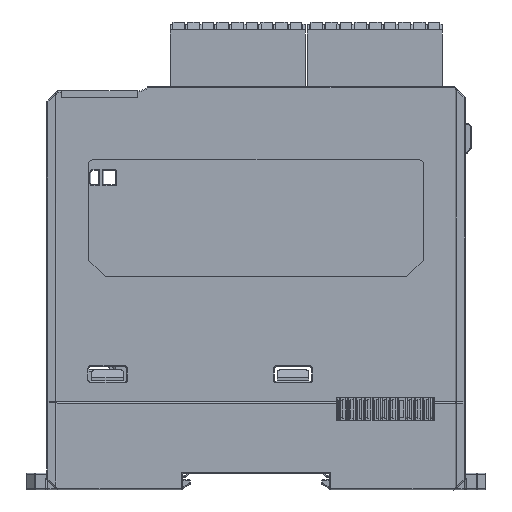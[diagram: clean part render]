
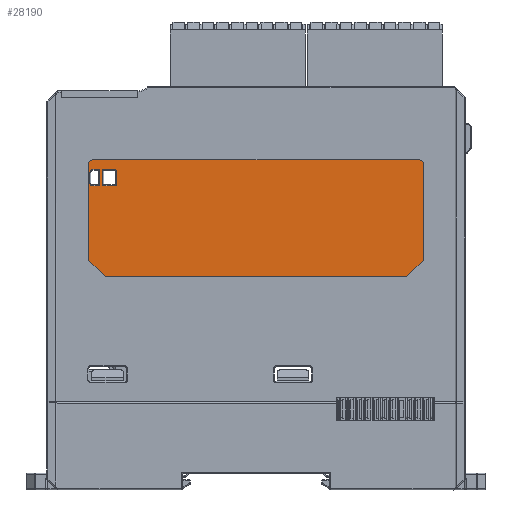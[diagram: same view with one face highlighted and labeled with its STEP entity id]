
A CAD part, left-side view. The second image highlights one B-rep face of the part: STEP entity #28190.
In plain terms, the highlighted planar face has unit normal (-1, 0, 0).
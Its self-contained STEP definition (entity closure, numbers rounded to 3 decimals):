
#3256=DIRECTION('',(0.,0.,1.));
#3257=VECTOR('',#3256,3.9);
#3258=CARTESIAN_POINT('',(-13.7,86.6,24.6));
#3259=LINE('',#3258,#3257);
#3272=CARTESIAN_POINT('',(-13.7,89.,29.76));
#3273=DIRECTION('',(1.,0.,0.));
#3274=DIRECTION('',(0.,1.,0.));
#3275=AXIS2_PLACEMENT_3D('',#3272,#3273,#3274);
#3277=DIRECTION('',(0.,-1.,0.));
#3278=VECTOR('',#3277,78.);
#3279=CARTESIAN_POINT('',(-13.7,89.,30.76));
#3280=LINE('',#3279,#3278);
#3281=CARTESIAN_POINT('',(-13.7,11.,29.76));
#3282=DIRECTION('',(1.,0.,0.));
#3283=DIRECTION('',(0.,0.,1.));
#3284=AXIS2_PLACEMENT_3D('',#3281,#3282,#3283);
#3286=DIRECTION('',(0.,0.,-1.));
#3287=VECTOR('',#3286,23.);
#3288=CARTESIAN_POINT('',(-13.7,10.,29.76));
#3289=LINE('',#3288,#3287);
#3290=DIRECTION('',(0.,0.707,-0.707));
#3291=VECTOR('',#3290,5.657);
#3292=CARTESIAN_POINT('',(-13.7,10.,6.76));
#3293=LINE('',#3292,#3291);
#3294=DIRECTION('',(0.,1.,0.));
#3295=VECTOR('',#3294,72.);
#3296=CARTESIAN_POINT('',(-13.7,14.,2.76));
#3297=LINE('',#3296,#3295);
#3298=DIRECTION('',(0.,0.707,0.707));
#3299=VECTOR('',#3298,5.657);
#3300=CARTESIAN_POINT('',(-13.7,86.,2.76));
#3301=LINE('',#3300,#3299);
#3302=DIRECTION('',(0.,0.,1.));
#3303=VECTOR('',#3302,23.);
#3304=CARTESIAN_POINT('',(-13.7,90.,6.76));
#3305=LINE('',#3304,#3303);
#3306=CARTESIAN_POINT('',(-13.7,89.,27.8));
#3307=DIRECTION('',(-1.,0.,0.));
#3308=DIRECTION('',(0.,0.,1.));
#3309=AXIS2_PLACEMENT_3D('',#3306,#3307,#3308);
#3311=CARTESIAN_POINT('',(-13.7,89.3,25.));
#3312=DIRECTION('',(-1.,0.,0.));
#3313=DIRECTION('',(0.,1.,0.));
#3314=AXIS2_PLACEMENT_3D('',#3311,#3312,#3313);
#3316=CARTESIAN_POINT('',(-13.7,83.7,25.));
#3317=DIRECTION('',(-1.,0.,0.));
#3318=DIRECTION('',(0.,0.,-1.));
#3319=AXIS2_PLACEMENT_3D('',#3316,#3317,#3318);
#3321=CARTESIAN_POINT('',(-13.7,84.,27.8));
#3322=DIRECTION('',(-1.,0.,0.));
#3323=DIRECTION('',(0.,-1.,0.));
#3324=AXIS2_PLACEMENT_3D('',#3321,#3322,#3323);
#3374=DIRECTION('',(0.,0.,-1.));
#3375=VECTOR('',#3374,3.9);
#3376=CARTESIAN_POINT('',(-13.7,87.4,28.5));
#3377=LINE('',#3376,#3375);
#3390=DIRECTION('',(0.,1.,0.));
#3391=VECTOR('',#3390,1.9);
#3392=CARTESIAN_POINT('',(-13.7,87.4,24.6));
#3393=LINE('',#3392,#3391);
#3413=DIRECTION('',(0.,0.,1.));
#3414=VECTOR('',#3413,2.8);
#3415=CARTESIAN_POINT('',(-13.7,89.7,25.));
#3416=LINE('',#3415,#3414);
#3440=DIRECTION('',(0.,-1.,0.));
#3441=VECTOR('',#3440,1.6);
#3442=CARTESIAN_POINT('',(-13.7,89.,28.5));
#3443=LINE('',#3442,#3441);
#16822=DIRECTION('',(0.,1.,0.));
#16823=VECTOR('',#16822,2.9);
#16824=CARTESIAN_POINT('',(-13.7,83.7,24.6));
#16825=LINE('',#16824,#16823);
#16865=DIRECTION('',(0.,0.,-1.));
#16866=VECTOR('',#16865,2.8);
#16867=CARTESIAN_POINT('',(-13.7,83.3,27.8));
#16868=LINE('',#16867,#16866);
#16900=DIRECTION('',(0.,-1.,0.));
#16901=VECTOR('',#16900,2.6);
#16902=CARTESIAN_POINT('',(-13.7,86.6,28.5));
#16903=LINE('',#16902,#16901);
#20631=CARTESIAN_POINT('',(-13.7,86.6,24.6));
#20632=CARTESIAN_POINT('',(-13.7,86.6,28.5));
#20633=VERTEX_POINT('',#20631);
#20634=VERTEX_POINT('',#20632);
#20635=CARTESIAN_POINT('',(-13.7,90.,29.76));
#20636=CARTESIAN_POINT('',(-13.7,89.,30.76));
#20637=VERTEX_POINT('',#20635);
#20638=VERTEX_POINT('',#20636);
#20639=CARTESIAN_POINT('',(-13.7,11.,30.76));
#20640=VERTEX_POINT('',#20639);
#20641=CARTESIAN_POINT('',(-13.7,10.,29.76));
#20642=VERTEX_POINT('',#20641);
#20643=CARTESIAN_POINT('',(-13.7,10.,6.76));
#20644=VERTEX_POINT('',#20643);
#20645=CARTESIAN_POINT('',(-13.7,14.,2.76));
#20646=VERTEX_POINT('',#20645);
#20647=CARTESIAN_POINT('',(-13.7,86.,2.76));
#20648=VERTEX_POINT('',#20647);
#20649=CARTESIAN_POINT('',(-13.7,90.,6.76));
#20650=VERTEX_POINT('',#20649);
#20651=CARTESIAN_POINT('',(-13.7,87.4,28.5));
#20652=CARTESIAN_POINT('',(-13.7,87.4,24.6));
#20653=VERTEX_POINT('',#20651);
#20654=VERTEX_POINT('',#20652);
#20655=CARTESIAN_POINT('',(-13.7,89.,28.5));
#20656=VERTEX_POINT('',#20655);
#20657=CARTESIAN_POINT('',(-13.7,89.7,27.8));
#20658=VERTEX_POINT('',#20657);
#20659=CARTESIAN_POINT('',(-13.7,89.7,25.));
#20660=VERTEX_POINT('',#20659);
#20661=CARTESIAN_POINT('',(-13.7,89.3,24.6));
#20662=VERTEX_POINT('',#20661);
#20663=CARTESIAN_POINT('',(-13.7,83.7,24.6));
#20664=VERTEX_POINT('',#20663);
#20665=CARTESIAN_POINT('',(-13.7,83.3,25.));
#20666=VERTEX_POINT('',#20665);
#20667=CARTESIAN_POINT('',(-13.7,83.3,27.8));
#20668=VERTEX_POINT('',#20667);
#20669=CARTESIAN_POINT('',(-13.7,84.,28.5));
#20670=VERTEX_POINT('',#20669);
#28140=CARTESIAN_POINT('',(-13.7,0.,0.));
#28141=DIRECTION('',(-1.,0.,0.));
#28142=DIRECTION('',(0.,0.,1.));
#28143=AXIS2_PLACEMENT_3D('',#28140,#28141,#28142);
#28144=PLANE('',#28143);
#28146=ORIENTED_EDGE('',*,*,#28145,.T.);
#28148=ORIENTED_EDGE('',*,*,#28147,.T.);
#28150=ORIENTED_EDGE('',*,*,#28149,.T.);
#28152=ORIENTED_EDGE('',*,*,#28151,.T.);
#28154=ORIENTED_EDGE('',*,*,#28153,.T.);
#28156=ORIENTED_EDGE('',*,*,#28155,.T.);
#28158=ORIENTED_EDGE('',*,*,#28157,.T.);
#28160=ORIENTED_EDGE('',*,*,#28159,.T.);
#28161=EDGE_LOOP('',(#28146,#28148,#28150,#28152,#28154,#28156,#28158,#28160));
#28162=FACE_OUTER_BOUND('',#28161,.F.);
#28164=ORIENTED_EDGE('',*,*,#28163,.F.);
#28166=ORIENTED_EDGE('',*,*,#28165,.F.);
#28168=ORIENTED_EDGE('',*,*,#28167,.T.);
#28170=ORIENTED_EDGE('',*,*,#28169,.F.);
#28172=ORIENTED_EDGE('',*,*,#28171,.T.);
#28174=ORIENTED_EDGE('',*,*,#28173,.F.);
#28175=EDGE_LOOP('',(#28164,#28166,#28168,#28170,#28172,#28174));
#28176=FACE_BOUND('',#28175,.F.);
#28178=ORIENTED_EDGE('',*,*,#28177,.F.);
#28180=ORIENTED_EDGE('',*,*,#28179,.T.);
#28182=ORIENTED_EDGE('',*,*,#28181,.F.);
#28184=ORIENTED_EDGE('',*,*,#28183,.T.);
#28186=ORIENTED_EDGE('',*,*,#28185,.F.);
#28187=ORIENTED_EDGE('',*,*,#28130,.F.);
#28188=EDGE_LOOP('',(#28178,#28180,#28182,#28184,#28186,#28187));
#28189=FACE_BOUND('',#28188,.F.);
#3276=CIRCLE('',#3275,1.);
#3285=CIRCLE('',#3284,1.);
#3310=CIRCLE('',#3309,0.7);
#3315=CIRCLE('',#3314,0.4);
#3320=CIRCLE('',#3319,0.4);
#3325=CIRCLE('',#3324,0.7);
#28130=EDGE_CURVE('',#20633,#20634,#3259,.T.);
#28145=EDGE_CURVE('',#20637,#20638,#3276,.T.);
#28147=EDGE_CURVE('',#20638,#20640,#3280,.T.);
#28149=EDGE_CURVE('',#20640,#20642,#3285,.T.);
#28151=EDGE_CURVE('',#20642,#20644,#3289,.T.);
#28153=EDGE_CURVE('',#20644,#20646,#3293,.T.);
#28155=EDGE_CURVE('',#20646,#20648,#3297,.T.);
#28157=EDGE_CURVE('',#20648,#20650,#3301,.T.);
#28159=EDGE_CURVE('',#20650,#20637,#3305,.T.);
#28163=EDGE_CURVE('',#20653,#20654,#3377,.T.);
#28165=EDGE_CURVE('',#20656,#20653,#3443,.T.);
#28167=EDGE_CURVE('',#20656,#20658,#3310,.T.);
#28169=EDGE_CURVE('',#20660,#20658,#3416,.T.);
#28171=EDGE_CURVE('',#20660,#20662,#3315,.T.);
#28173=EDGE_CURVE('',#20654,#20662,#3393,.T.);
#28177=EDGE_CURVE('',#20664,#20633,#16825,.T.);
#28179=EDGE_CURVE('',#20664,#20666,#3320,.T.);
#28181=EDGE_CURVE('',#20668,#20666,#16868,.T.);
#28183=EDGE_CURVE('',#20668,#20670,#3325,.T.);
#28185=EDGE_CURVE('',#20634,#20670,#16903,.T.);
#28190=ADVANCED_FACE('',(#28162,#28176,#28189),#28144,.T.);
